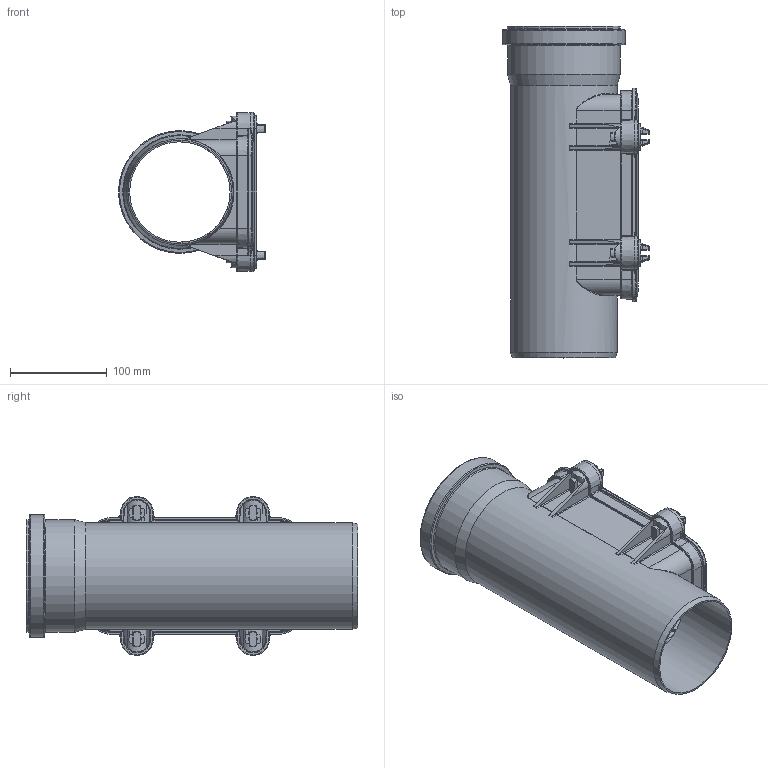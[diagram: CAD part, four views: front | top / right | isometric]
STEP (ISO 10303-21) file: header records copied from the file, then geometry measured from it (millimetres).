
FILE_DESCRIPTION(/* description */ (''),/* implementation_level */ '2;1');
FILE_NAME(/* name */ '220600 KGRE Reinigungsrohr eckig DN_OD 110 Zusammenbau.stp',/* time_stamp */ '2017-04-18T09:23:19+02:00',/* author */ ('user1'),/* organization */ (''),/* preprocessor_version */ 'ST-DEVELOPER v16.1',/* originating_system */ 'Autodesk Inventor 2016',/* authorisation */ '');
FILE_SCHEMA (('AUTOMOTIVE_DESIGN { 1 0 10303 214 3 1 1 }'));
Length unit declared in the file: millimetre
Products named in the file (5): 220600 KGRE Reinigungsrohr eckig DN_OD 110; 220600 KGRE Reinigungsrohr eckig DN_OD 110 Deckel; 220600 KGRE Reinigungsrohr eckig DN_OD 110 Dichtung; 220600 KGRE Reinigungsrohr DN_OD 110 Befestigung; 220600 KGRE Reinigungsrohr eckig DN_OD 110 Zusammenbau
Assembly tree (7 placements, depth 2):
  220600 KGRE Reinigungsrohr eckig DN_OD 110 Zusammenbau
    220600 KGRE Reinigungsrohr eckig DN_OD 110
    220600 KGRE Reinigungsrohr eckig DN_OD 110 Deckel
    220600 KGRE Reinigungsrohr eckig DN_OD 110 Dichtung
    220600 KGRE Reinigungsrohr DN_OD 110 Befestigung  x4
Bounding box: 152 x 343 x 164.6 mm (x, y, z)
Volume: 652286.2 mm3; surface area: 395798.9 mm2
Topology: 7 solids, 7 shells, 1264 faces, 2883 edges, 1639 vertices
Faces by surface type: cylinder 409, plane 302, torus 190, bspline 188, sphere 104, cone 71
Full cylindrical faces by diameter (mm): 7.9 x4, 20 x4, 21 x4, 103.8 x1, 110.2 x1, 110.7 x1, 111 x2, 116.5 x1, 116.8 x1, 121.1 x1, 126.9 x1
Entity records: 28031 total; most frequent: CARTESIAN_POINT 7845, DIRECTION 4410, ORIENTED_EDGE 4050, EDGE_CURVE 2025, AXIS2_PLACEMENT_3D 1768, VERTEX_POINT 1207, EDGE_LOOP 974, FACE_OUTER_BOUND 889
